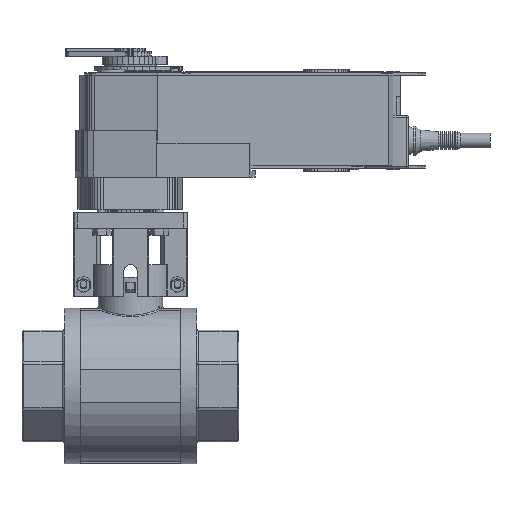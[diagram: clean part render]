
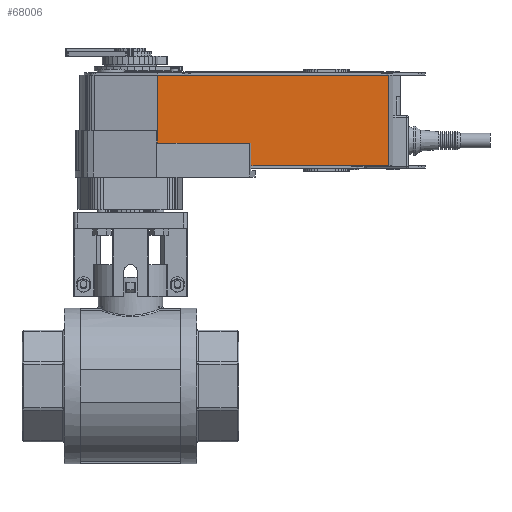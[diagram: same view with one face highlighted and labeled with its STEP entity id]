
A CAD part, left-side view. The second image highlights one B-rep face of the part: STEP entity #68006.
In plain terms, the highlighted face is planar.
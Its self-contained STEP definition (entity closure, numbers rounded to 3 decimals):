
#2314=PLANE('',#71063);
#15761=ORIENTED_EDGE('',*,*,#20411,.T.);
#15762=ORIENTED_EDGE('',*,*,#18716,.T.);
#15763=ORIENTED_EDGE('',*,*,#23727,.F.);
#15764=ORIENTED_EDGE('',*,*,#23494,.T.);
#15765=ORIENTED_EDGE('',*,*,#20518,.T.);
#15766=ORIENTED_EDGE('',*,*,#20417,.T.);
#15767=ORIENTED_EDGE('',*,*,#20416,.T.);
#18716=EDGE_CURVE('',#25575,#25574,#30148,.T.);
#20411=EDGE_CURVE('',#26691,#25575,#31823,.T.);
#20416=EDGE_CURVE('',#26692,#26691,#31828,.T.);
#20417=EDGE_CURVE('',#26693,#26692,#31829,.T.);
#20518=EDGE_CURVE('',#26743,#26693,#31930,.T.);
#23494=EDGE_CURVE('',#28673,#26743,#34864,.T.);
#23727=EDGE_CURVE('',#28673,#25574,#35097,.T.);
#25574=VERTEX_POINT('',#87910);
#25575=VERTEX_POINT('',#87912);
#26691=VERTEX_POINT('',#91353);
#26692=VERTEX_POINT('',#91360);
#26693=VERTEX_POINT('',#91364);
#26743=VERTEX_POINT('',#91566);
#28673=VERTEX_POINT('',#97547);
#30148=LINE('',#87911,#36713);
#31823=LINE('',#91352,#38388);
#31828=LINE('',#91361,#38393);
#31829=LINE('',#91363,#38394);
#31930=LINE('',#91565,#38495);
#34864=LINE('',#97546,#41429);
#35097=LINE('',#98014,#41662);
#36713=VECTOR('',#73791,1000.);
#38388=VECTOR('',#76670,1000.);
#38393=VECTOR('',#76679,1000.);
#38394=VECTOR('',#76682,1000.);
#38495=VECTOR('',#76885,1000.);
#41429=VECTOR('',#82053,1000.);
#41662=VECTOR('',#82660,1000.);
#44839=EDGE_LOOP('',(#15761,#15762,#15763,#15764,#15765,#15766,#15767));
#47674=FACE_BOUND('',#44839,.T.);
#68006=ADVANCED_FACE('',(#47674),#2314,.T.);
#71063=AXIS2_PLACEMENT_3D('',#98013,#82658,#82659);
#73791=DIRECTION('',(1.,0.,0.));
#76670=DIRECTION('',(0.,0.,-1.));
#76679=DIRECTION('',(1.,0.,0.));
#76682=DIRECTION('',(0.,0.,-1.));
#76885=DIRECTION('',(0.,0.,-1.));
#82053=DIRECTION('',(-1.,0.,0.));
#82658=DIRECTION('',(0.,-1.,0.));
#82659=DIRECTION('',(0.,0.,-1.));
#82660=DIRECTION('',(0.,0.,-1.));
#87910=CARTESIAN_POINT('',(159.18,-49.,38.5));
#87911=CARTESIAN_POINT('',(159.18,-49.,38.5));
#87912=CARTESIAN_POINT('',(74.41,-49.,38.5));
#91352=CARTESIAN_POINT('',(74.41,-49.,59.5));
#91353=CARTESIAN_POINT('',(74.41,-49.,52.5));
#91360=CARTESIAN_POINT('',(16.5,-49.,52.5));
#91361=CARTESIAN_POINT('',(30.855,-49.,52.5));
#91363=CARTESIAN_POINT('',(16.5,-49.,66.5));
#91364=CARTESIAN_POINT('',(16.5,-49.,60.5));
#91565=CARTESIAN_POINT('',(16.5,-49.,66.5));
#91566=CARTESIAN_POINT('',(16.5,-49.,94.5));
#97546=CARTESIAN_POINT('',(159.18,-49.,94.5));
#97547=CARTESIAN_POINT('',(159.18,-49.,94.5));
#98013=CARTESIAN_POINT('',(16.5,-49.,66.5));
#98014=CARTESIAN_POINT('',(159.18,-49.,66.5));
